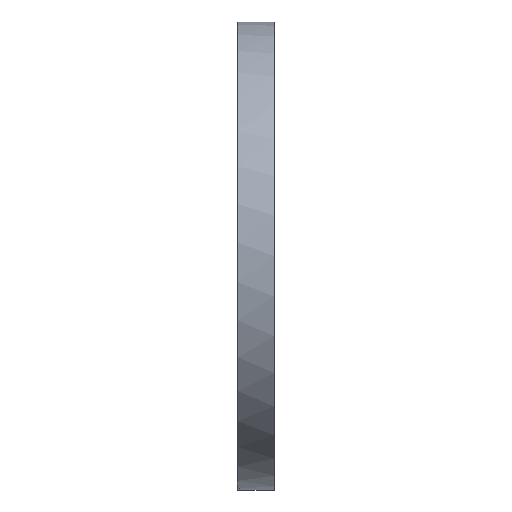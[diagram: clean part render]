
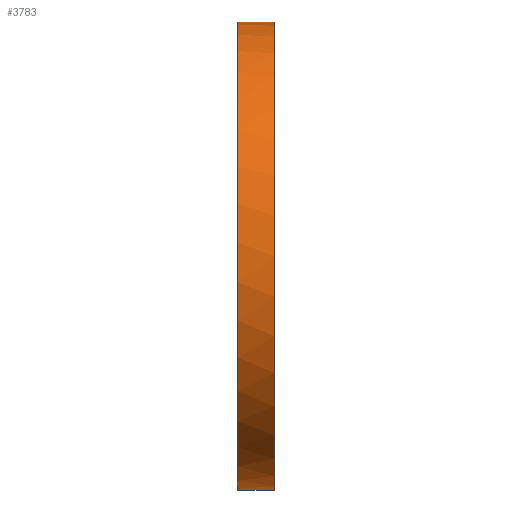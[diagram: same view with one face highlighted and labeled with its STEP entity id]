
A CAD part, left-side view. The second image highlights one B-rep face of the part: STEP entity #3783.
In plain terms, the highlighted cylindrical face has radius 177.8 mm (diameter 355.6 mm), a partial arc.
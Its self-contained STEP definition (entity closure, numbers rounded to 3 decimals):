
#44 = VERTEX_POINT ( 'NONE', #3706 ) ;
#81 = CARTESIAN_POINT ( 'NONE',  ( 0., 0.5, -177.8 ) ) ;
#88 = VERTEX_POINT ( 'NONE', #3153 ) ;
#134 = LINE ( 'NONE', #1092, #3095 ) ;
#243 = FACE_OUTER_BOUND ( 'NONE', #945, .T. ) ;
#378 = EDGE_CURVE ( 'NONE', #1022, #3008, #1817, .T. ) ;
#430 = AXIS2_PLACEMENT_3D ( 'NONE', #2007, #2021, #2334 ) ;
#448 = EDGE_CURVE ( 'NONE', #44, #3008, #733, .T. ) ;
#503 = CARTESIAN_POINT ( 'NONE',  ( 0., 27.1, 0. ) ) ;
#733 = LINE ( 'NONE', #1588, #2901 ) ;
#797 = DIRECTION ( 'NONE',  ( 0., 0., 1. ) ) ;
#803 = EDGE_CURVE ( 'NONE', #44, #3175, #3283, .T. ) ;
#812 = EDGE_CURVE ( 'NONE', #3325, #1022, #134, .T. ) ;
#945 = EDGE_LOOP ( 'NONE', ( #2310, #2507, #1028, #3701, #1267, #3005, #1263, #2341 ) ) ;
#959 = CARTESIAN_POINT ( 'NONE',  ( -17.093, 27.1, -176.976 ) ) ;
#1022 = VERTEX_POINT ( 'NONE', #81 ) ;
#1028 = ORIENTED_EDGE ( 'NONE', *, *, #2927, .T. ) ;
#1041 = AXIS2_PLACEMENT_3D ( 'NONE', #2361, #2960, #1187 ) ;
#1084 = CARTESIAN_POINT ( 'NONE',  ( 0., 27.9, 0. ) ) ;
#1092 = CARTESIAN_POINT ( 'NONE',  ( 0., -20.091, -177.8 ) ) ;
#1187 = DIRECTION ( 'NONE',  ( 0., 0., -1. ) ) ;
#1208 = VERTEX_POINT ( 'NONE', #959 ) ;
#1259 = EDGE_CURVE ( 'NONE', #1208, #88, #3720, .T. ) ;
#1263 = ORIENTED_EDGE ( 'NONE', *, *, #812, .T. ) ;
#1267 = ORIENTED_EDGE ( 'NONE', *, *, #1259, .T. ) ;
#1319 = AXIS2_PLACEMENT_3D ( 'NONE', #2288, #1686, #3168 ) ;
#1368 = DIRECTION ( 'NONE',  ( 0., 0., -1. ) ) ;
#1539 = AXIS2_PLACEMENT_3D ( 'NONE', #503, #2557, #797 ) ;
#1588 = CARTESIAN_POINT ( 'NONE',  ( 0., -20.091, 177.8 ) ) ;
#1686 = DIRECTION ( 'NONE',  ( 0., -1., 0. ) ) ;
#1701 = CIRCLE ( 'NONE', #1539, 177.8 ) ;
#1721 = CYLINDRICAL_SURFACE ( 'NONE', #1041, 177.8 ) ;
#1817 = CIRCLE ( 'NONE', #430, 177.8 ) ;
#2007 = CARTESIAN_POINT ( 'NONE',  ( 0., 0.5, 0. ) ) ;
#2021 = DIRECTION ( 'NONE',  ( 0., 1., 0. ) ) ;
#2070 = CARTESIAN_POINT ( 'NONE',  ( 0., 0.5, 177.8 ) ) ;
#2078 = CARTESIAN_POINT ( 'NONE',  ( 0., 27.9, -177.8 ) ) ;
#2131 = VERTEX_POINT ( 'NONE', #3425 ) ;
#2142 = EDGE_CURVE ( 'NONE', #88, #3325, #3513, .T. ) ;
#2184 = DIRECTION ( 'NONE',  ( 0., -1., 0. ) ) ;
#2226 = AXIS2_PLACEMENT_3D ( 'NONE', #1084, #3152, #1368 ) ;
#2288 = CARTESIAN_POINT ( 'NONE',  ( 0., 27.9, 0. ) ) ;
#2292 = CARTESIAN_POINT ( 'NONE',  ( -20.076, -20.091, -176.663 ) ) ;
#2310 = ORIENTED_EDGE ( 'NONE', *, *, #448, .F. ) ;
#2334 = DIRECTION ( 'NONE',  ( 0., 0., 1. ) ) ;
#2341 = ORIENTED_EDGE ( 'NONE', *, *, #378, .T. ) ;
#2361 = CARTESIAN_POINT ( 'NONE',  ( 0., -20.091, 0. ) ) ;
#2507 = ORIENTED_EDGE ( 'NONE', *, *, #803, .T. ) ;
#2557 = DIRECTION ( 'NONE',  ( 0., 1., 0. ) ) ;
#2818 = VECTOR ( 'NONE', #2886, 1000. ) ;
#2852 = CARTESIAN_POINT ( 'NONE',  ( -20.076, 27.9, -176.663 ) ) ;
#2861 = EDGE_CURVE ( 'NONE', #1208, #2131, #1701, .T. ) ;
#2886 = DIRECTION ( 'NONE',  ( 0., -1., 0. ) ) ;
#2898 = DIRECTION ( 'NONE',  ( 0., -1., 0. ) ) ;
#2901 = VECTOR ( 'NONE', #2184, 1000. ) ;
#2917 = LINE ( 'NONE', #2292, #2818 ) ;
#2927 = EDGE_CURVE ( 'NONE', #3175, #2131, #2917, .T. ) ;
#2934 = VECTOR ( 'NONE', #3318, 1000. ) ;
#2960 = DIRECTION ( 'NONE',  ( 0., -1., 0. ) ) ;
#3005 = ORIENTED_EDGE ( 'NONE', *, *, #2142, .T. ) ;
#3008 = VERTEX_POINT ( 'NONE', #2070 ) ;
#3095 = VECTOR ( 'NONE', #2898, 1000. ) ;
#3152 = DIRECTION ( 'NONE',  ( 0., -1., 0. ) ) ;
#3153 = CARTESIAN_POINT ( 'NONE',  ( -17.093, 27.9, -176.976 ) ) ;
#3168 = DIRECTION ( 'NONE',  ( 0., 0., -1. ) ) ;
#3175 = VERTEX_POINT ( 'NONE', #2852 ) ;
#3283 = CIRCLE ( 'NONE', #1319, 177.8 ) ;
#3318 = DIRECTION ( 'NONE',  ( 0., 1., 0. ) ) ;
#3325 = VERTEX_POINT ( 'NONE', #2078 ) ;
#3333 = CARTESIAN_POINT ( 'NONE',  ( -17.093, -20.091, -176.976 ) ) ;
#3425 = CARTESIAN_POINT ( 'NONE',  ( -20.076, 27.1, -176.663 ) ) ;
#3513 = CIRCLE ( 'NONE', #2226, 177.8 ) ;
#3701 = ORIENTED_EDGE ( 'NONE', *, *, #2861, .F. ) ;
#3706 = CARTESIAN_POINT ( 'NONE',  ( 0., 27.9, 177.8 ) ) ;
#3720 = LINE ( 'NONE', #3333, #2934 ) ;
#3783 = ADVANCED_FACE ( 'NONE', ( #243 ), #1721, .T. ) ;
